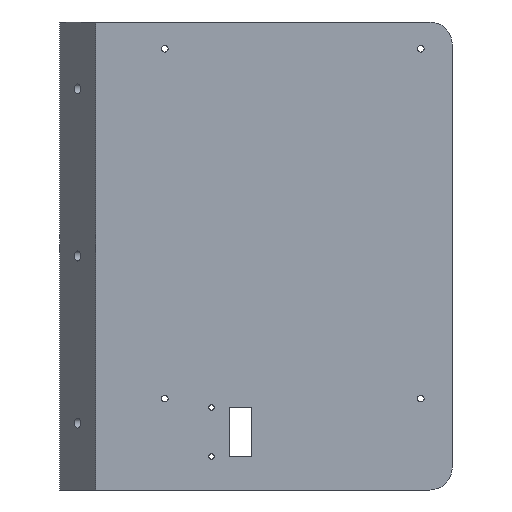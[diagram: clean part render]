
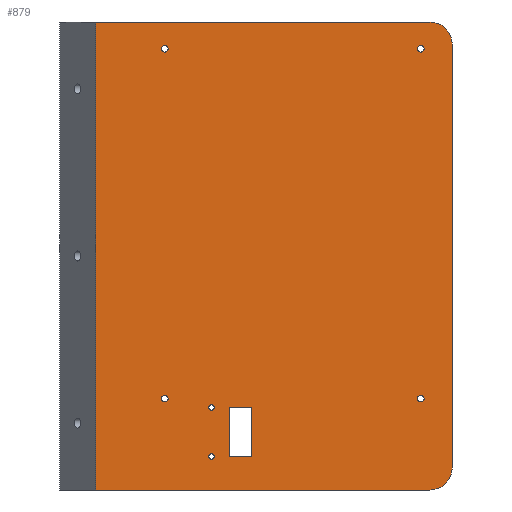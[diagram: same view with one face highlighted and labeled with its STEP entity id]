
A CAD part, front view. The second image highlights one B-rep face of the part: STEP entity #879.
In plain terms, the highlighted planar face has unit normal (0, -1, 0).
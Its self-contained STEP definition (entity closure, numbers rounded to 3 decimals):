
#33=FACE_BOUND('',#172,.T.);
#34=FACE_BOUND('',#173,.T.);
#35=FACE_BOUND('',#174,.T.);
#36=FACE_BOUND('',#175,.T.);
#37=FACE_BOUND('',#176,.T.);
#38=FACE_BOUND('',#177,.T.);
#39=FACE_BOUND('',#178,.T.);
#65=PLANE('',#980);
#109=FACE_OUTER_BOUND('',#171,.T.);
#171=EDGE_LOOP('',(#798,#799,#800,#801,#802,#803));
#172=EDGE_LOOP('',(#804));
#173=EDGE_LOOP('',(#805));
#174=EDGE_LOOP('',(#806,#807,#808,#809));
#175=EDGE_LOOP('',(#810));
#176=EDGE_LOOP('',(#811));
#177=EDGE_LOOP('',(#812));
#178=EDGE_LOOP('',(#813));
#194=LINE('',#1280,#271);
#198=LINE('',#1288,#275);
#201=LINE('',#1294,#278);
#204=LINE('',#1299,#281);
#245=LINE('',#1457,#322);
#249=LINE('',#1467,#326);
#251=LINE('',#1472,#328);
#256=LINE('',#1481,#333);
#271=VECTOR('',#1026,10.);
#275=VECTOR('',#1032,10.);
#278=VECTOR('',#1037,10.);
#281=VECTOR('',#1042,10.);
#322=VECTOR('',#1207,10.);
#326=VECTOR('',#1217,10.);
#328=VECTOR('',#1221,10.);
#333=VECTOR('',#1232,10.);
#336=CIRCLE('',#898,1.25);
#339=CIRCLE('',#902,1.25);
#356=CIRCLE('',#937,1.5);
#357=CIRCLE('',#939,1.5);
#358=CIRCLE('',#941,1.5);
#359=CIRCLE('',#943,1.5);
#375=CIRCLE('',#972,10.);
#376=CIRCLE('',#975,10.);
#379=VERTEX_POINT('',#1241);
#382=VERTEX_POINT('',#1249);
#391=VERTEX_POINT('',#1278);
#392=VERTEX_POINT('',#1279);
#395=VERTEX_POINT('',#1287);
#397=VERTEX_POINT('',#1293);
#415=VERTEX_POINT('',#1346);
#416=VERTEX_POINT('',#1350);
#417=VERTEX_POINT('',#1354);
#418=VERTEX_POINT('',#1358);
#451=VERTEX_POINT('',#1449);
#452=VERTEX_POINT('',#1450);
#453=VERTEX_POINT('',#1455);
#454=VERTEX_POINT('',#1459);
#456=VERTEX_POINT('',#1465);
#457=VERTEX_POINT('',#1469);
#463=EDGE_CURVE('',#379,#379,#336,.T.);
#467=EDGE_CURVE('',#382,#382,#339,.T.);
#480=EDGE_CURVE('',#391,#392,#194,.T.);
#484=EDGE_CURVE('',#392,#395,#198,.T.);
#487=EDGE_CURVE('',#395,#397,#201,.T.);
#490=EDGE_CURVE('',#397,#391,#204,.T.);
#513=EDGE_CURVE('',#415,#415,#356,.T.);
#515=EDGE_CURVE('',#416,#416,#357,.T.);
#517=EDGE_CURVE('',#417,#417,#358,.T.);
#519=EDGE_CURVE('',#418,#418,#359,.T.);
#563=EDGE_CURVE('',#451,#452,#375,.T.);
#567=EDGE_CURVE('',#451,#453,#245,.T.);
#569=EDGE_CURVE('',#454,#453,#376,.T.);
#572=EDGE_CURVE('',#456,#454,#249,.T.);
#574=EDGE_CURVE('',#457,#456,#251,.T.);
#579=EDGE_CURVE('',#457,#452,#256,.T.);
#798=ORIENTED_EDGE('',*,*,#563,.F.);
#799=ORIENTED_EDGE('',*,*,#567,.T.);
#800=ORIENTED_EDGE('',*,*,#569,.F.);
#801=ORIENTED_EDGE('',*,*,#572,.F.);
#802=ORIENTED_EDGE('',*,*,#574,.F.);
#803=ORIENTED_EDGE('',*,*,#579,.T.);
#804=ORIENTED_EDGE('',*,*,#463,.T.);
#805=ORIENTED_EDGE('',*,*,#467,.T.);
#806=ORIENTED_EDGE('',*,*,#480,.T.);
#807=ORIENTED_EDGE('',*,*,#484,.T.);
#808=ORIENTED_EDGE('',*,*,#487,.T.);
#809=ORIENTED_EDGE('',*,*,#490,.T.);
#810=ORIENTED_EDGE('',*,*,#513,.T.);
#811=ORIENTED_EDGE('',*,*,#515,.T.);
#812=ORIENTED_EDGE('',*,*,#517,.T.);
#813=ORIENTED_EDGE('',*,*,#519,.T.);
#879=ADVANCED_FACE('',(#109,#33,#34,#35,#36,#37,#38,#39),#65,.T.);
#898=AXIS2_PLACEMENT_3D('',#1243,#991,#992);
#902=AXIS2_PLACEMENT_3D('',#1251,#1000,#1001);
#937=AXIS2_PLACEMENT_3D('',#1348,#1099,#1100);
#939=AXIS2_PLACEMENT_3D('',#1352,#1104,#1105);
#941=AXIS2_PLACEMENT_3D('',#1356,#1109,#1110);
#943=AXIS2_PLACEMENT_3D('',#1360,#1114,#1115);
#972=AXIS2_PLACEMENT_3D('',#1451,#1200,#1201);
#975=AXIS2_PLACEMENT_3D('',#1461,#1211,#1212);
#980=AXIS2_PLACEMENT_3D('',#1480,#1230,#1231);
#991=DIRECTION('center_axis',(0.,1.,0.));
#992=DIRECTION('ref_axis',(0.,0.,1.));
#1000=DIRECTION('center_axis',(0.,1.,0.));
#1001=DIRECTION('ref_axis',(0.,0.,1.));
#1026=DIRECTION('',(0.,0.,1.));
#1032=DIRECTION('',(1.,0.,0.));
#1037=DIRECTION('',(0.,0.,-1.));
#1042=DIRECTION('',(-1.,0.,0.));
#1099=DIRECTION('center_axis',(0.,1.,0.));
#1100=DIRECTION('ref_axis',(0.,0.,1.));
#1104=DIRECTION('center_axis',(0.,1.,0.));
#1105=DIRECTION('ref_axis',(0.,0.,1.));
#1109=DIRECTION('center_axis',(0.,1.,0.));
#1110=DIRECTION('ref_axis',(0.,0.,1.));
#1114=DIRECTION('center_axis',(0.,1.,0.));
#1115=DIRECTION('ref_axis',(0.,0.,1.));
#1200=DIRECTION('center_axis',(0.,1.,0.));
#1201=DIRECTION('ref_axis',(0.707,0.,-0.707));
#1207=DIRECTION('',(0.,0.,1.));
#1211=DIRECTION('center_axis',(0.,1.,0.));
#1212=DIRECTION('ref_axis',(0.707,0.,0.707));
#1217=DIRECTION('',(1.,0.,0.));
#1221=DIRECTION('',(0.,0.,1.));
#1230=DIRECTION('center_axis',(0.,-1.,0.));
#1231=DIRECTION('ref_axis',(1.,0.,0.));
#1232=DIRECTION('',(1.,0.,0.));
#1241=CARTESIAN_POINT('',(52.,0.,13.75));
#1243=CARTESIAN_POINT('Origin',(52.,0.,15.));
#1249=CARTESIAN_POINT('',(52.,0.,35.75));
#1251=CARTESIAN_POINT('Origin',(52.,0.,37.));
#1278=CARTESIAN_POINT('',(60.,0.,15.));
#1279=CARTESIAN_POINT('',(60.,0.,37.));
#1280=CARTESIAN_POINT('',(60.,0.,18.5));
#1287=CARTESIAN_POINT('',(70.,0.,37.));
#1288=CARTESIAN_POINT('',(35.,0.,37.));
#1293=CARTESIAN_POINT('',(70.,0.,15.));
#1294=CARTESIAN_POINT('',(70.,0.,7.5));
#1299=CARTESIAN_POINT('',(30.,0.,15.));
#1346=CARTESIAN_POINT('',(145.95,0.,196.5));
#1348=CARTESIAN_POINT('Origin',(145.95,0.,198.));
#1350=CARTESIAN_POINT('',(31.05,0.,39.5));
#1352=CARTESIAN_POINT('Origin',(31.05,0.,41.));
#1354=CARTESIAN_POINT('',(145.95,0.,39.5));
#1356=CARTESIAN_POINT('Origin',(145.95,0.,41.));
#1358=CARTESIAN_POINT('',(31.05,0.,196.5));
#1360=CARTESIAN_POINT('Origin',(31.05,0.,198.));
#1449=CARTESIAN_POINT('',(160.,0.,10.));
#1450=CARTESIAN_POINT('',(150.,0.,0.));
#1451=CARTESIAN_POINT('Origin',(150.,0.,10.));
#1455=CARTESIAN_POINT('',(160.,0.,200.));
#1457=CARTESIAN_POINT('',(160.,0.,0.));
#1459=CARTESIAN_POINT('',(150.,0.,210.));
#1461=CARTESIAN_POINT('Origin',(150.,0.,200.));
#1465=CARTESIAN_POINT('',(0.,0.,210.));
#1467=CARTESIAN_POINT('',(0.,0.,210.));
#1469=CARTESIAN_POINT('',(0.,0.,0.));
#1472=CARTESIAN_POINT('',(0.,0.,0.));
#1480=CARTESIAN_POINT('Origin',(0.,0.,0.));
#1481=CARTESIAN_POINT('',(0.,0.,0.));
